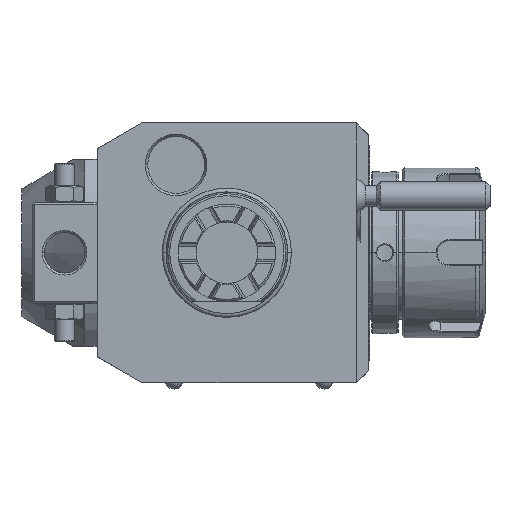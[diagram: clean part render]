
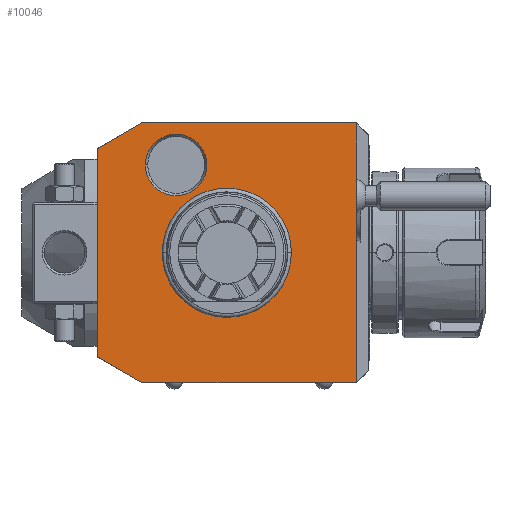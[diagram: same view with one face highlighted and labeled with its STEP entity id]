
A CAD part, front view. The second image highlights one B-rep face of the part: STEP entity #10046.
In plain terms, the highlighted planar face has unit normal (0, -1, 0).
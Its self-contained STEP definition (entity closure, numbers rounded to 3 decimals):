
#1=DIRECTION('',(-0.866,0.,-0.5));
#2=VECTOR('',#1,12.702);
#3=CARTESIAN_POINT('',(-21.,0.,32.));
#4=LINE('',#3,#2);
#5=DIRECTION('',(-1.,0.,0.));
#6=VECTOR('',#5,53.);
#7=CARTESIAN_POINT('',(32.,0.,32.));
#8=LINE('',#7,#6);
#9=DIRECTION('',(0.,0.,1.));
#10=VECTOR('',#9,64.);
#11=CARTESIAN_POINT('',(32.,0.,-32.));
#12=LINE('',#11,#10);
#13=DIRECTION('',(1.,0.,0.));
#14=VECTOR('',#13,53.);
#15=CARTESIAN_POINT('',(-21.,0.,-32.));
#16=LINE('',#15,#14);
#17=DIRECTION('',(0.866,0.,-0.5));
#18=VECTOR('',#17,12.702);
#19=CARTESIAN_POINT('',(-32.,0.,-25.649));
#20=LINE('',#19,#18);
#21=DIRECTION('',(0.,0.,-1.));
#22=VECTOR('',#21,51.298);
#23=CARTESIAN_POINT('',(-32.,0.,25.649));
#24=LINE('',#23,#22);
#25=CARTESIAN_POINT('',(-12.5,0.,21.651));
#26=DIRECTION('',(0.,1.,0.));
#27=DIRECTION('',(1.,0.,0.));
#28=AXIS2_PLACEMENT_3D('',#25,#26,#27);
#30=CARTESIAN_POINT('',(-12.5,0.,21.651));
#31=DIRECTION('',(0.,1.,0.));
#32=DIRECTION('',(-1.,0.,0.));
#33=AXIS2_PLACEMENT_3D('',#30,#31,#32);
#7186=CARTESIAN_POINT('',(0.,0.,0.));
#7187=DIRECTION('',(0.,-1.,0.));
#7188=DIRECTION('',(1.,0.,0.));
#7189=AXIS2_PLACEMENT_3D('',#7186,#7187,#7188);
#7191=CARTESIAN_POINT('',(0.,0.,0.));
#7192=DIRECTION('',(0.,-1.,0.));
#7193=DIRECTION('',(-1.,0.,0.));
#7194=AXIS2_PLACEMENT_3D('',#7191,#7192,#7193);
#8995=CARTESIAN_POINT('',(-4.923,0.,
21.651));
#8996=CARTESIAN_POINT('',(-20.077,0.,
21.651));
#8997=VERTEX_POINT('',#8995);
#8998=VERTEX_POINT('',#8996);
#9781=CARTESIAN_POINT('',(-21.,0.,32.));
#9782=CARTESIAN_POINT('',(-32.,0.,25.649));
#9783=VERTEX_POINT('',#9781);
#9784=VERTEX_POINT('',#9782);
#9785=CARTESIAN_POINT('',(-32.,0.,-25.649));
#9786=VERTEX_POINT('',#9785);
#9787=CARTESIAN_POINT('',(-21.,0.,-32.));
#9788=VERTEX_POINT('',#9787);
#9789=CARTESIAN_POINT('',(32.,0.,-32.));
#9790=VERTEX_POINT('',#9789);
#9791=CARTESIAN_POINT('',(32.,0.,32.));
#9792=VERTEX_POINT('',#9791);
#9903=CARTESIAN_POINT('',(15.783,0.,0.));
#9904=CARTESIAN_POINT('',(-15.783,0.,0.));
#9905=VERTEX_POINT('',#9903);
#9906=VERTEX_POINT('',#9904);
#10015=CARTESIAN_POINT('',(0.,0.,0.));
#10016=DIRECTION('',(0.,-1.,0.));
#10017=DIRECTION('',(-1.,0.,0.));
#10018=AXIS2_PLACEMENT_3D('',#10015,#10016,#10017);
#10019=PLANE('',#10018);
#10021=ORIENTED_EDGE('',*,*,#10020,.F.);
#10023=ORIENTED_EDGE('',*,*,#10022,.F.);
#10025=ORIENTED_EDGE('',*,*,#10024,.F.);
#10027=ORIENTED_EDGE('',*,*,#10026,.F.);
#10029=ORIENTED_EDGE('',*,*,#10028,.F.);
#10031=ORIENTED_EDGE('',*,*,#10030,.F.);
#10032=EDGE_LOOP('',(#10021,#10023,#10025,#10027,#10029,#10031));
#10033=FACE_OUTER_BOUND('',#10032,.F.);
#10035=ORIENTED_EDGE('',*,*,#10034,.T.);
#10037=ORIENTED_EDGE('',*,*,#10036,.T.);
#10038=EDGE_LOOP('',(#10035,#10037));
#10039=FACE_BOUND('',#10038,.F.);
#10041=ORIENTED_EDGE('',*,*,#10040,.F.);
#10043=ORIENTED_EDGE('',*,*,#10042,.F.);
#10044=EDGE_LOOP('',(#10041,#10043));
#10045=FACE_BOUND('',#10044,.F.);
#29=CIRCLE('',#28,7.577);
#34=CIRCLE('',#33,7.577);
#7190=CIRCLE('',#7189,15.783);
#7195=CIRCLE('',#7194,15.783);
#10020=EDGE_CURVE('',#9783,#9784,#4,.T.);
#10022=EDGE_CURVE('',#9792,#9783,#8,.T.);
#10024=EDGE_CURVE('',#9790,#9792,#12,.T.);
#10026=EDGE_CURVE('',#9788,#9790,#16,.T.);
#10028=EDGE_CURVE('',#9786,#9788,#20,.T.);
#10030=EDGE_CURVE('',#9784,#9786,#24,.T.);
#10034=EDGE_CURVE('',#9905,#9906,#7190,.T.);
#10036=EDGE_CURVE('',#9906,#9905,#7195,.T.);
#10040=EDGE_CURVE('',#8997,#8998,#29,.T.);
#10042=EDGE_CURVE('',#8998,#8997,#34,.T.);
#10046=ADVANCED_FACE('',(#10033,#10039,#10045),#10019,.T.);
